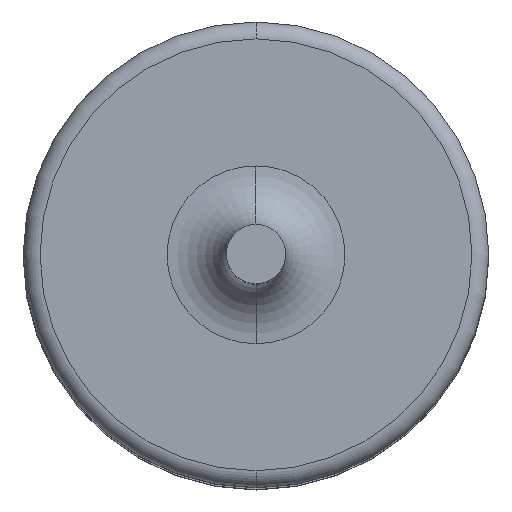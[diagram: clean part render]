
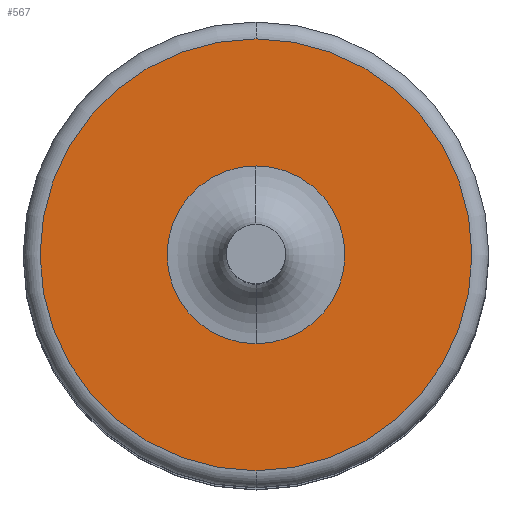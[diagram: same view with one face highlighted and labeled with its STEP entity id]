
A CAD part, top view. The second image highlights one B-rep face of the part: STEP entity #567.
In plain terms, the highlighted planar face has unit normal (0, 0, 1).
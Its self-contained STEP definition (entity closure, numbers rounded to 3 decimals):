
#135=CARTESIAN_POINT('',(0.,0.,8.));
#136=DIRECTION('',(0.,0.,-1.));
#137=DIRECTION('',(0.,-1.,0.));
#138=AXIS2_PLACEMENT_3D('',#135,#136,#137);
#144=CARTESIAN_POINT('',(0.,0.,8.));
#145=DIRECTION('',(0.,0.,-1.));
#146=DIRECTION('',(0.,1.,0.));
#147=AXIS2_PLACEMENT_3D('',#144,#145,#146);
#152=CARTESIAN_POINT('',(0.,0.,8.));
#153=DIRECTION('',(0.,0.,1.));
#154=DIRECTION('',(0.,1.,0.));
#155=AXIS2_PLACEMENT_3D('',#152,#153,#154);
#160=CARTESIAN_POINT('',(0.,0.,8.));
#161=DIRECTION('',(0.,0.,1.));
#162=DIRECTION('',(0.,-1.,0.));
#163=AXIS2_PLACEMENT_3D('',#160,#161,#162);
#502=CARTESIAN_POINT('',(0.,2.55,8.));
#503=CARTESIAN_POINT('',(0.,-2.55,8.));
#504=VERTEX_POINT('',#502);
#505=VERTEX_POINT('',#503);
#514=CARTESIAN_POINT('',(0.,-1.05,8.));
#515=CARTESIAN_POINT('',(0.,1.05,8.));
#516=VERTEX_POINT('',#514);
#517=VERTEX_POINT('',#515);
#550=CARTESIAN_POINT('',(0.,0.,8.));
#551=DIRECTION('',(0.,0.,-1.));
#552=DIRECTION('',(0.,-1.,0.));
#553=AXIS2_PLACEMENT_3D('',#550,#551,#552);
#554=PLANE('',#553);
#556=ORIENTED_EDGE('',*,*,#555,.F.);
#558=ORIENTED_EDGE('',*,*,#557,.F.);
#559=EDGE_LOOP('',(#556,#558));
#560=FACE_OUTER_BOUND('',#559,.F.);
#562=ORIENTED_EDGE('',*,*,#561,.F.);
#564=ORIENTED_EDGE('',*,*,#563,.F.);
#565=EDGE_LOOP('',(#562,#564));
#566=FACE_BOUND('',#565,.F.);
#139=CIRCLE('',#138,1.05);
#148=CIRCLE('',#147,1.05);
#156=CIRCLE('',#155,2.55);
#164=CIRCLE('',#163,2.55);
#555=EDGE_CURVE('',#504,#505,#156,.T.);
#557=EDGE_CURVE('',#505,#504,#164,.T.);
#561=EDGE_CURVE('',#516,#517,#139,.T.);
#563=EDGE_CURVE('',#517,#516,#148,.T.);
#567=ADVANCED_FACE('',(#560,#566),#554,.F.);
